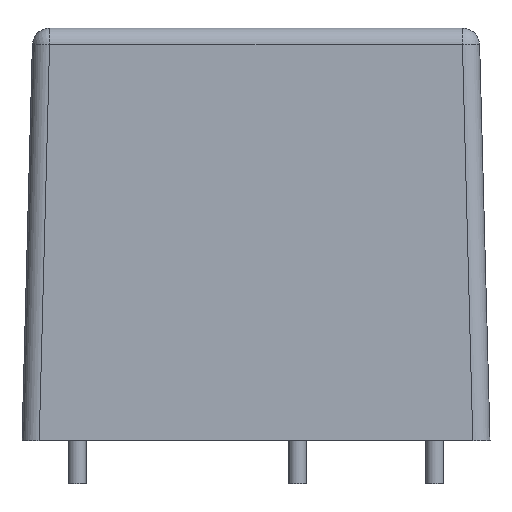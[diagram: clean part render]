
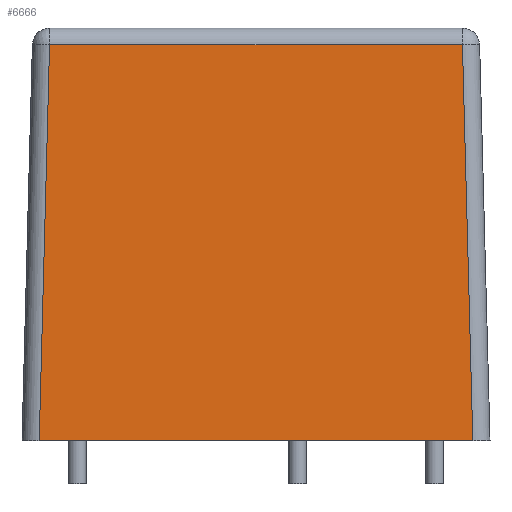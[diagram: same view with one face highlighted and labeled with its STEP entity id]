
A CAD part, left-side view. The second image highlights one B-rep face of the part: STEP entity #6666.
In plain terms, the highlighted planar face has unit normal (-1, 0, 0.026).
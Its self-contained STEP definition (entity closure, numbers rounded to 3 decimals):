
#402=PLANE('',#7000);
#762=FACE_OUTER_BOUND('',#1161,.T.);
#1161=EDGE_LOOP('',(#6211,#6212,#6213,#6214));
#1893=LINE('',#11220,#2638);
#1896=LINE('',#11233,#2641);
#1904=LINE('',#11265,#2649);
#1911=LINE('',#11300,#2656);
#2638=VECTOR('',#8270,10.);
#2641=VECTOR('',#8285,10.);
#2649=VECTOR('',#8325,10.);
#2656=VECTOR('',#8372,10.);
#3409=VERTEX_POINT('',#11213);
#3411=VERTEX_POINT('',#11218);
#3412=VERTEX_POINT('',#11223);
#3414=VERTEX_POINT('',#11229);
#4325=EDGE_CURVE('',#3411,#3409,#1893,.T.);
#4332=EDGE_CURVE('',#3412,#3414,#1896,.T.);
#4348=EDGE_CURVE('',#3409,#3412,#1904,.T.);
#4363=EDGE_CURVE('',#3411,#3414,#1911,.T.);
#6211=ORIENTED_EDGE('',*,*,#4325,.F.);
#6212=ORIENTED_EDGE('',*,*,#4363,.T.);
#6213=ORIENTED_EDGE('',*,*,#4332,.F.);
#6214=ORIENTED_EDGE('',*,*,#4348,.F.);
#6666=ADVANCED_FACE('',(#762),#402,.T.);
#7000=AXIS2_PLACEMENT_3D('',#11299,#8370,#8371);
#8270=DIRECTION('',(0.026,-0.026,0.999));
#8285=DIRECTION('',(-0.026,-0.026,-0.999));
#8325=DIRECTION('',(0.,-1.,0.));
#8370=DIRECTION('center_axis',(-1.,0.,
0.026));
#8371=DIRECTION('ref_axis',(0.,-1.,0.));
#8372=DIRECTION('',(0.,-1.,0.));
#11213=CARTESIAN_POINT('',(-2.797,22.397,23.026));
#11218=CARTESIAN_POINT('',(-3.4,23.,0.));
#11220=CARTESIAN_POINT('',(-3.391,22.992,0.329));
#11223=CARTESIAN_POINT('',(-2.797,-1.597,23.026));
#11229=CARTESIAN_POINT('',(-3.4,-2.2,0.));
#11233=CARTESIAN_POINT('',(-3.383,-2.183,0.659));
#11265=CARTESIAN_POINT('',(-2.797,3.6,23.026));
#11299=CARTESIAN_POINT('Origin',(-3.4,-3.2,0.));
#11300=CARTESIAN_POINT('',(-3.4,24.,0.));
